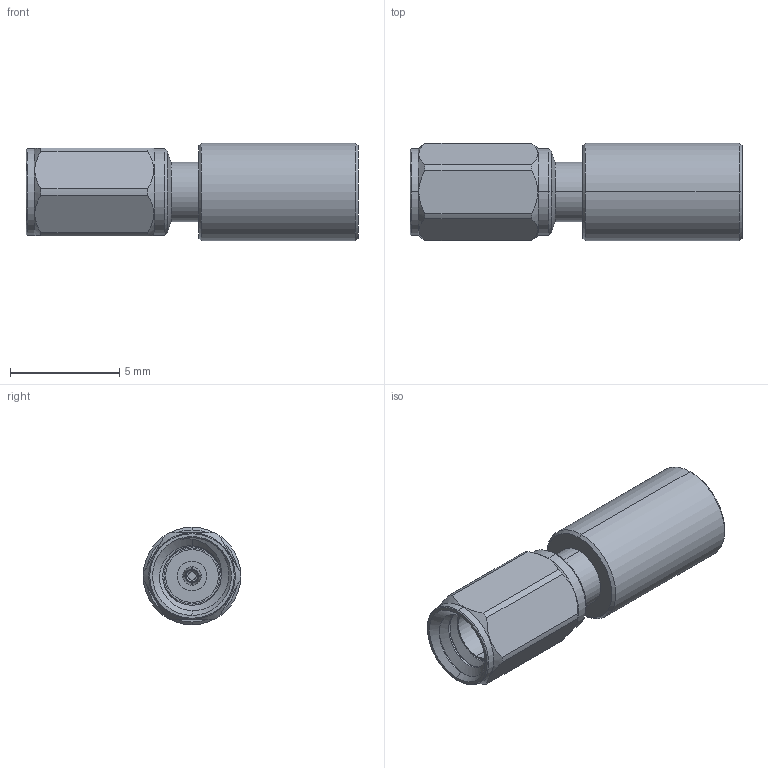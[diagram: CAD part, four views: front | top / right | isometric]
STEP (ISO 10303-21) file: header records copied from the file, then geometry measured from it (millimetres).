
FILE_DESCRIPTION (( 'STEP AP203' ), '1' );
FILE_NAME ('PE6243 ¦ ST3974.step', '2019-05-24T14:33:41', ( '' ), ( '' ), 'SwSTEP 2.0', 'SolidWorks 2018', '' );
FILE_SCHEMA (( 'CONFIG_CONTROL_DESIGN' ));
Length unit declared in the file: inch
Products named in the file (1): PE6243 ｦ ST3974
Bounding box: 15.19 x 4.47 x 4.47 mm (x, y, z)
Volume: 183.3 mm3; surface area: 377.6 mm2
Topology: 1 solids, 1 shells, 100 faces, 255 edges, 164 vertices
Faces by surface type: cylinder 40, plane 32, cone 25, bspline 3
Entity records: 4027 total; most frequent: CARTESIAN_POINT 1622, ORIENTED_EDGE 510, DIRECTION 471, EDGE_CURVE 255, AXIS2_PLACEMENT_3D 187, VERTEX_POINT 164, EDGE_LOOP 107, FACE_OUTER_BOUND 100
